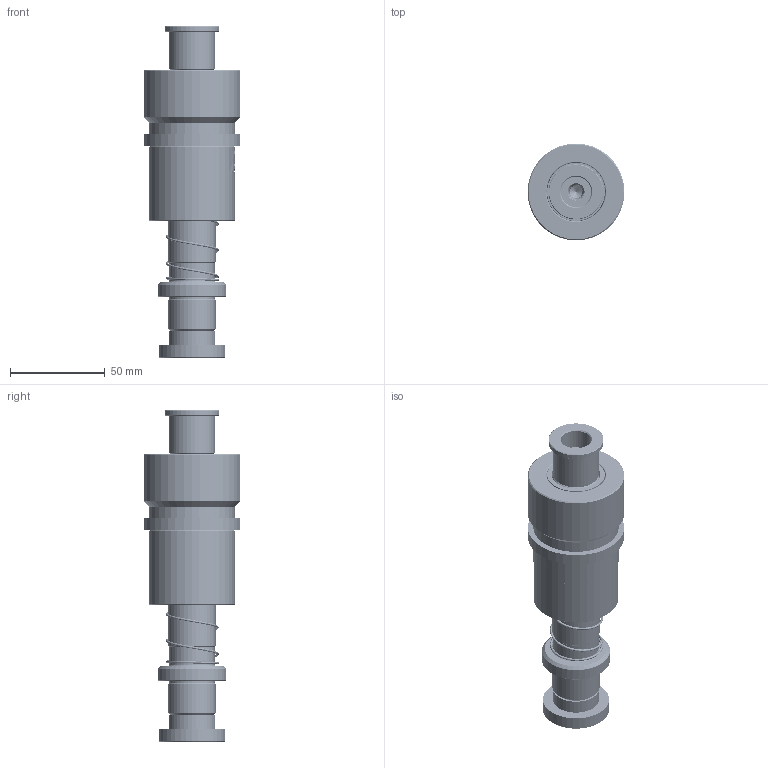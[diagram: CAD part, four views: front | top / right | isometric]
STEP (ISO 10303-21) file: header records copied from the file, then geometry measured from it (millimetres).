
FILE_DESCRIPTION (( 'STEP AP214' ), '1' );
FILE_NAME ('KTSH KTJH-D25-L120(BL80).STEP', '2021-09-09T07:28:11', ( '' ), ( '' ), 'SwSTEP 2.0', 'SolidWorks 2016', '' );
FILE_SCHEMA (( 'AUTOMOTIVE_DESIGN' ));
Length unit declared in the file: millimetre
Products named in the file (367): BALL-D3; TRPK蹟簽D25; BSH-D30.5-25.5-L75郪蚾; KTSH KTJH-D25-L120(BL80); BSH-30.5-25.5-L75; TRB25-40-40; HWP-D27.5-d25.5-L40; GTK-D29-d24; TRPK-D25-L120
Assembly tree (360 placements, depth 3):
  BALL-D3
  BALL-D3
  BALL-D3
  BALL-D3
  BALL-D3
Bounding box: 51 x 51 x 175 mm (x, y, z)
Volume: 180533.1 mm3; surface area: 76326.6 mm2
Topology: 356 solids, 356 shells, 1572 faces, 6775 edges, 4498 vertices
Faces by surface type: sphere 1400, cylinder 58, cone 52, plane 32, torus 16, bspline 14
Entity records: 65745 total; most frequent: CARTESIAN_POINT 36506, ORIENTED_EDGE 5132, DIRECTION 4400, EDGE_CURVE 2566, AXIS2_PLACEMENT_3D 2122, VERTEX_POINT 1686, EDGE_LOOP 1562, B_SPLINE_CURVE_WITH_KNOTS 1517
